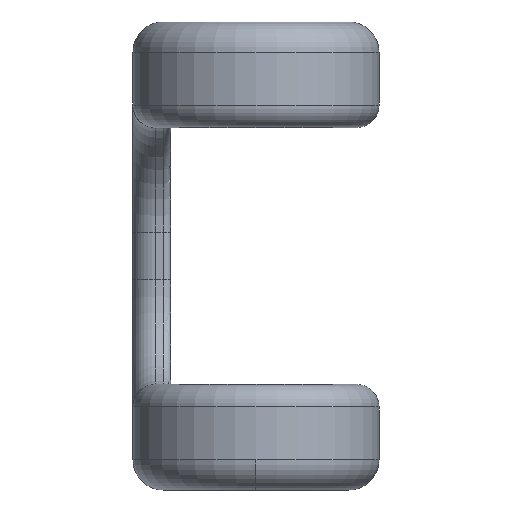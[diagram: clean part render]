
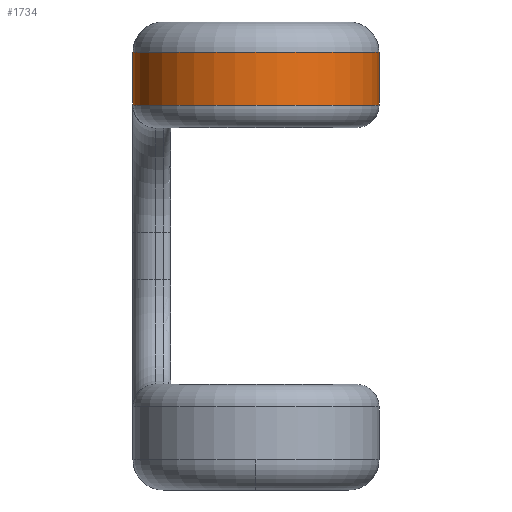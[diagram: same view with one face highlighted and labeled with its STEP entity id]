
A CAD part, left-side view. The second image highlights one B-rep face of the part: STEP entity #1734.
In plain terms, the highlighted cylindrical face has radius 16.3 mm (diameter 32.6 mm), a partial arc.
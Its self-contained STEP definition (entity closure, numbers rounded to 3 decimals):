
#70 = CARTESIAN_POINT ( 'NONE',  ( -42.3, -11.3, 20. ) ) ;
#376 = DIRECTION ( 'NONE',  ( 0., 0., 1. ) ) ;
#393 = EDGE_LOOP ( 'NONE', ( #6226, #5680, #1536, #929 ) ) ;
#650 = DIRECTION ( 'NONE',  ( 0., 0., 1. ) ) ;
#685 = DIRECTION ( 'NONE',  ( 1., 0., 0. ) ) ;
#762 = VERTEX_POINT ( 'NONE', #7286 ) ;
#929 = ORIENTED_EDGE ( 'NONE', *, *, #6120, .T. ) ;
#1030 = LINE ( 'NONE', #4517, #3295 ) ;
#1055 = VERTEX_POINT ( 'NONE', #1089 ) ;
#1089 = CARTESIAN_POINT ( 'NONE',  ( -26., -11.3, 20. ) ) ;
#1163 = CARTESIAN_POINT ( 'NONE',  ( -42.3, -11.3, 27. ) ) ;
#1536 = ORIENTED_EDGE ( 'NONE', *, *, #2740, .T. ) ;
#1698 = DIRECTION ( 'NONE',  ( 0., 0., 1. ) ) ;
#1734 = ADVANCED_FACE ( 'NONE', ( #6980 ), #4238, .T. ) ;
#2168 = CIRCLE ( 'NONE', #6306, 16.3 ) ;
#2501 = EDGE_CURVE ( 'NONE', #762, #7105, #1030, .T. ) ;
#2740 = EDGE_CURVE ( 'NONE', #1055, #4656, #3697, .T. ) ;
#2745 = CARTESIAN_POINT ( 'NONE',  ( -42.3, 5., 27. ) ) ;
#2923 = EDGE_CURVE ( 'NONE', #762, #1055, #4477, .T. ) ;
#3295 = VECTOR ( 'NONE', #1698, 1000. ) ;
#3458 = DIRECTION ( 'NONE',  ( 0., 0., -1. ) ) ;
#3697 = LINE ( 'NONE', #4373, #6132 ) ;
#3741 = AXIS2_PLACEMENT_3D ( 'NONE', #4096, #5758, #5825 ) ;
#3855 = CARTESIAN_POINT ( 'NONE',  ( -26., -11.3, 27. ) ) ;
#4096 = CARTESIAN_POINT ( 'NONE',  ( -42.3, -11.3, 17. ) ) ;
#4238 = CYLINDRICAL_SURFACE ( 'NONE', #3741, 16.3 ) ;
#4373 = CARTESIAN_POINT ( 'NONE',  ( -26., -11.3, 17. ) ) ;
#4477 = CIRCLE ( 'NONE', #6961, 16.3 ) ;
#4517 = CARTESIAN_POINT ( 'NONE',  ( -42.3, 5., 17. ) ) ;
#4656 = VERTEX_POINT ( 'NONE', #3855 ) ;
#5680 = ORIENTED_EDGE ( 'NONE', *, *, #2923, .T. ) ;
#5758 = DIRECTION ( 'NONE',  ( 0., 0., 1. ) ) ;
#5825 = DIRECTION ( 'NONE',  ( 1., 0., 0. ) ) ;
#6120 = EDGE_CURVE ( 'NONE', #4656, #7105, #2168, .T. ) ;
#6132 = VECTOR ( 'NONE', #376, 1000. ) ;
#6226 = ORIENTED_EDGE ( 'NONE', *, *, #2501, .F. ) ;
#6306 = AXIS2_PLACEMENT_3D ( 'NONE', #1163, #3458, #6352 ) ;
#6352 = DIRECTION ( 'NONE',  ( 1., 0., 0. ) ) ;
#6961 = AXIS2_PLACEMENT_3D ( 'NONE', #70, #650, #685 ) ;
#6980 = FACE_OUTER_BOUND ( 'NONE', #393, .T. ) ;
#7105 = VERTEX_POINT ( 'NONE', #2745 ) ;
#7286 = CARTESIAN_POINT ( 'NONE',  ( -42.3, 5., 20. ) ) ;
